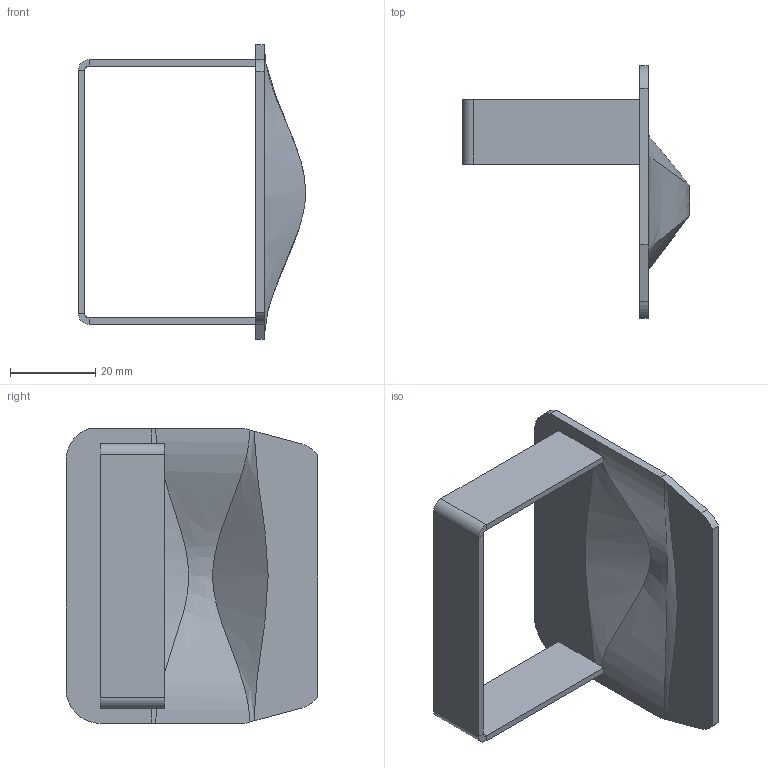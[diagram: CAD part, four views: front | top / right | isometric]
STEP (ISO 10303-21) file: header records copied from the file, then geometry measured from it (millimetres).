
FILE_DESCRIPTION(('STEP AP203'), '1');
FILE_NAME('ÐË071.05.000 Çàãëóøêà ÝÊÎ (ÎÁ)', '2015-09-29T11:31:30', (''), (''), 'ASCON STEP Converter 1.3', 'ASCON Math Kernel', '');
FILE_SCHEMA(('CONFIG_CONTROL_DESIGN'));
Length unit declared in the file: millimetre
Products named in the file (1): 倓071.05.0007
Bounding box: 53.2 x 59 x 69 mm (x, y, z)
Volume: 11377.4 mm3; surface area: 13660.6 mm2
Topology: 1 solids, 1 shells, 163 faces, 448 edges, 292 vertices
Faces by surface type: plane 92, cylinder 65, bspline 6
Entity records: 5528 total; most frequent: CARTESIAN_POINT 1282, ORIENTED_EDGE 896, DIRECTION 870, EDGE_CURVE 448, LINE 294, VECTOR 294, VERTEX_POINT 292, AXIS2_PLACEMENT_3D 288
